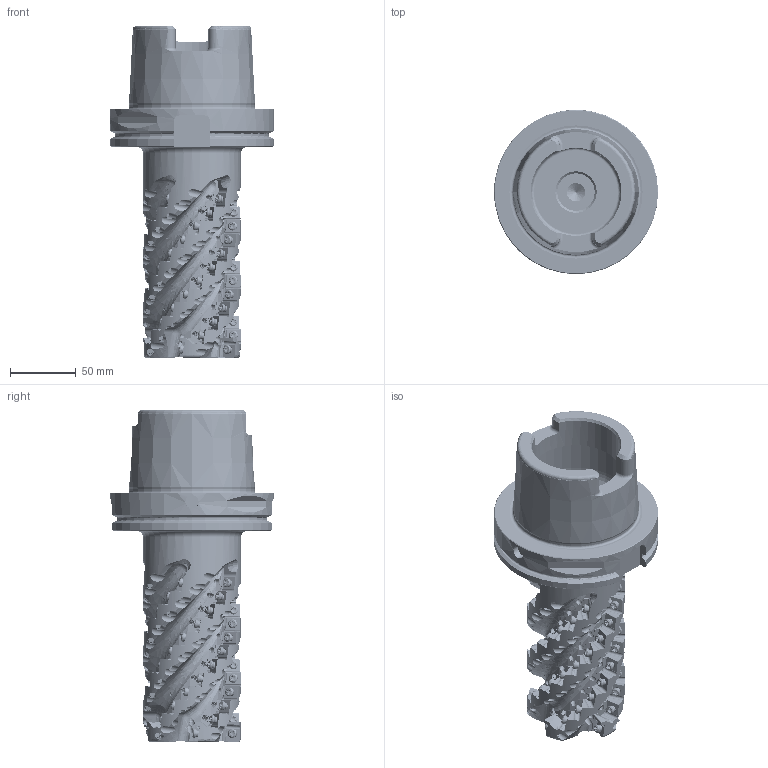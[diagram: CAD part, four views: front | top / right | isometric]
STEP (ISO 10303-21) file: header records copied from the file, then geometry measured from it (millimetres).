
FILE_DESCRIPTION(/* description */ (''),/* implementation_level */ '2;1');
FILE_NAME(/* name */ 'ASPX4UR485H125A050SA.stp',/* time_stamp */ '2021-10-19T09:08:07+09:00',/* author */ (''),/* organization */ (''),/* preprocessor_version */ 'ST-DEVELOPER v16',/* originating_system */ 'SIEMENS PLM Software NX 10.0',/* authorisation */ '');
FILE_SCHEMA (('AUTOMOTIVE_DESIGN { 1 0 10303 214 3 1 1 1 }'));
Products named in the file (1): ASPX4UR485H125A050SA_ASM
Bounding box: 125 x 125 x 252.8 mm (x, y, z)
Volume: 871359.8 mm3; surface area: 171012.5 mm2
Topology: 61 solids, 61 shells, 4523 faces, 12555 edges, 8034 vertices
Faces by surface type: cylinder 2093, plane 1083, cone 897, torus 155, bspline 150, sphere 140, extrusion 5
Entity records: 194861 total; most frequent: CARTESIAN_POINT 80493, ORIENTED_EDGE 24602, DIRECTION 22868, EDGE_CURVE 12301, AXIS2_PLACEMENT_3D 9099, VERTEX_POINT 7971, EDGE_LOOP 4844, VECTOR 4670
